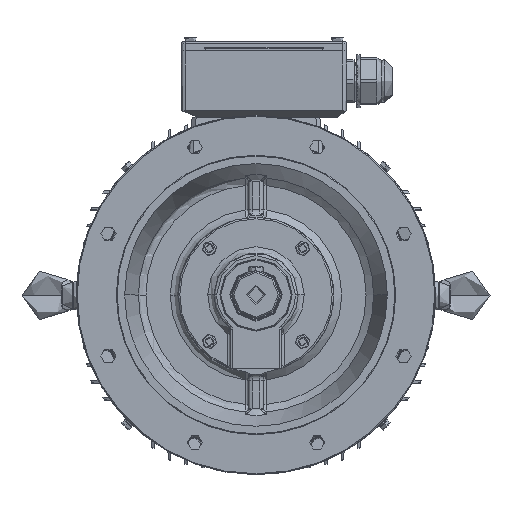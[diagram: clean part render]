
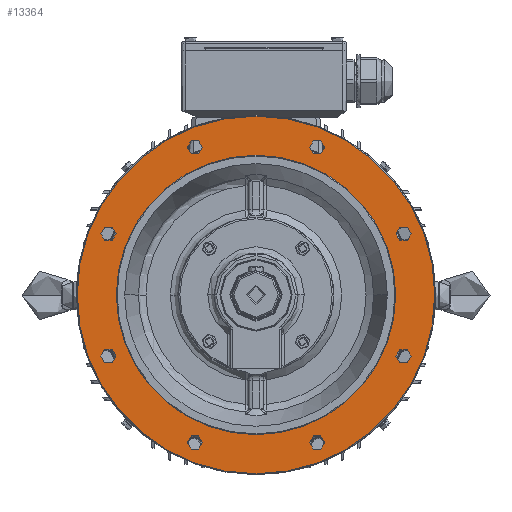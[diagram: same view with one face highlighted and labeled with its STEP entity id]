
A CAD part, top view. The second image highlights one B-rep face of the part: STEP entity #13364.
In plain terms, the highlighted planar face has unit normal (0, 0, 1).
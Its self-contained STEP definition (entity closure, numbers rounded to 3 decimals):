
#5827=FACE_BOUND('',#32977,.T.);
#5828=FACE_BOUND('',#32978,.T.);
#5829=FACE_BOUND('',#32979,.T.);
#5830=FACE_BOUND('',#32980,.T.);
#5831=FACE_BOUND('',#32981,.T.);
#5832=FACE_BOUND('',#32982,.T.);
#5833=FACE_BOUND('',#32983,.T.);
#5834=FACE_BOUND('',#32984,.T.);
#5835=FACE_BOUND('',#32985,.T.);
#5836=FACE_BOUND('',#32986,.T.);
#8098=PLANE('',#157036);
#13364=ADVANCED_FACE('',(#5827,#5828,#5829,#5830,#5831,#5832,#5833,#5834,
#5835,#5836),#8098,.F.);
#32977=EDGE_LOOP('',(#77303,#77304));
#32978=EDGE_LOOP('',(#77305,#77306));
#32979=EDGE_LOOP('',(#77307,#77308));
#32980=EDGE_LOOP('',(#77309,#77310));
#32981=EDGE_LOOP('',(#77311,#77312));
#32982=EDGE_LOOP('',(#77313,#77314));
#32983=EDGE_LOOP('',(#77315,#77316));
#32984=EDGE_LOOP('',(#77317,#77318));
#32985=EDGE_LOOP('',(#77319,#77320));
#32986=EDGE_LOOP('',(#77321,#77322));
#77303=ORIENTED_EDGE('',*,*,#129631,.T.);
#77304=ORIENTED_EDGE('',*,*,#129039,.T.);
#77305=ORIENTED_EDGE('',*,*,#129632,.F.);
#77306=ORIENTED_EDGE('',*,*,#129120,.F.);
#77307=ORIENTED_EDGE('',*,*,#129633,.F.);
#77308=ORIENTED_EDGE('',*,*,#129124,.F.);
#77309=ORIENTED_EDGE('',*,*,#129634,.F.);
#77310=ORIENTED_EDGE('',*,*,#129127,.F.);
#77311=ORIENTED_EDGE('',*,*,#129635,.F.);
#77312=ORIENTED_EDGE('',*,*,#129131,.F.);
#77313=ORIENTED_EDGE('',*,*,#129636,.F.);
#77314=ORIENTED_EDGE('',*,*,#129135,.F.);
#77315=ORIENTED_EDGE('',*,*,#129637,.F.);
#77316=ORIENTED_EDGE('',*,*,#129139,.F.);
#77317=ORIENTED_EDGE('',*,*,#129638,.F.);
#77318=ORIENTED_EDGE('',*,*,#129143,.F.);
#77319=ORIENTED_EDGE('',*,*,#129639,.F.);
#77320=ORIENTED_EDGE('',*,*,#129147,.F.);
#77321=ORIENTED_EDGE('',*,*,#129177,.F.);
#77322=ORIENTED_EDGE('',*,*,#129630,.F.);
#112058=VERTEX_POINT('',#255597);
#112059=VERTEX_POINT('',#255598);
#112137=VERTEX_POINT('',#256002);
#112138=VERTEX_POINT('',#256004);
#112141=VERTEX_POINT('',#256011);
#112142=VERTEX_POINT('',#256013);
#112143=VERTEX_POINT('',#256017);
#112144=VERTEX_POINT('',#256019);
#112147=VERTEX_POINT('',#256026);
#112148=VERTEX_POINT('',#256028);
#112151=VERTEX_POINT('',#256035);
#112152=VERTEX_POINT('',#256037);
#112155=VERTEX_POINT('',#256044);
#112156=VERTEX_POINT('',#256046);
#112159=VERTEX_POINT('',#256053);
#112160=VERTEX_POINT('',#256055);
#112163=VERTEX_POINT('',#256062);
#112164=VERTEX_POINT('',#256064);
#112187=VERTEX_POINT('',#256193);
#112188=VERTEX_POINT('',#256194);
#129039=EDGE_CURVE('',#112058,#112059,#146769,.T.);
#129120=EDGE_CURVE('',#112137,#112138,#146791,.T.);
#129124=EDGE_CURVE('',#112141,#112142,#146793,.T.);
#129127=EDGE_CURVE('',#112143,#112144,#146794,.T.);
#129131=EDGE_CURVE('',#112147,#112148,#146796,.T.);
#129135=EDGE_CURVE('',#112151,#112152,#146798,.T.);
#129139=EDGE_CURVE('',#112155,#112156,#146800,.T.);
#129143=EDGE_CURVE('',#112159,#112160,#146802,.T.);
#129147=EDGE_CURVE('',#112163,#112164,#146804,.T.);
#129177=EDGE_CURVE('',#112187,#112188,#146813,.T.);
#129630=EDGE_CURVE('',#112188,#112187,#146970,.T.);
#129631=EDGE_CURVE('',#112059,#112058,#146971,.T.);
#129632=EDGE_CURVE('',#112138,#112137,#146972,.T.);
#129633=EDGE_CURVE('',#112142,#112141,#146973,.T.);
#129634=EDGE_CURVE('',#112144,#112143,#146974,.T.);
#129635=EDGE_CURVE('',#112148,#112147,#146975,.T.);
#129636=EDGE_CURVE('',#112152,#112151,#146976,.T.);
#129637=EDGE_CURVE('',#112156,#112155,#146977,.T.);
#129638=EDGE_CURVE('',#112160,#112159,#146978,.T.);
#129639=EDGE_CURVE('',#112164,#112163,#146979,.T.);
#146769=CIRCLE('',#156688,224.);
#146791=CIRCLE('',#156729,9.5);
#146793=CIRCLE('',#156732,9.5);
#146794=CIRCLE('',#156734,9.5);
#146796=CIRCLE('',#156737,9.5);
#146798=CIRCLE('',#156740,9.5);
#146800=CIRCLE('',#156743,9.5);
#146802=CIRCLE('',#156746,9.5);
#146804=CIRCLE('',#156749,9.5);
#146813=CIRCLE('',#156764,175.);
#146970=CIRCLE('',#157025,175.);
#146971=CIRCLE('',#157027,224.);
#146972=CIRCLE('',#157028,9.5);
#146973=CIRCLE('',#157029,9.5);
#146974=CIRCLE('',#157030,9.5);
#146975=CIRCLE('',#157031,9.5);
#146976=CIRCLE('',#157032,9.5);
#146977=CIRCLE('',#157033,9.5);
#146978=CIRCLE('',#157034,9.5);
#146979=CIRCLE('',#157035,9.5);
#156688=AXIS2_PLACEMENT_3D('',#255596,#178867,#178868);
#156729=AXIS2_PLACEMENT_3D('',#256003,#178984,#178985);
#156732=AXIS2_PLACEMENT_3D('',#256012,#178992,#178993);
#156734=AXIS2_PLACEMENT_3D('',#256018,#178998,#178999);
#156737=AXIS2_PLACEMENT_3D('',#256027,#179006,#179007);
#156740=AXIS2_PLACEMENT_3D('',#256036,#179014,#179015);
#156743=AXIS2_PLACEMENT_3D('',#256045,#179022,#179023);
#156746=AXIS2_PLACEMENT_3D('',#256054,#179030,#179031);
#156749=AXIS2_PLACEMENT_3D('',#256063,#179038,#179039);
#156764=AXIS2_PLACEMENT_3D('',#256192,#179079,#179080);
#157025=AXIS2_PLACEMENT_3D('',#258909,#179682,#179683);
#157027=AXIS2_PLACEMENT_3D('',#258911,#179686,#179687);
#157028=AXIS2_PLACEMENT_3D('',#258912,#179688,#179689);
#157029=AXIS2_PLACEMENT_3D('',#258913,#179690,#179691);
#157030=AXIS2_PLACEMENT_3D('',#258914,#179692,#179693);
#157031=AXIS2_PLACEMENT_3D('',#258915,#179694,#179695);
#157032=AXIS2_PLACEMENT_3D('',#258916,#179696,#179697);
#157033=AXIS2_PLACEMENT_3D('',#258917,#179698,#179699);
#157034=AXIS2_PLACEMENT_3D('',#258918,#179700,#179701);
#157035=AXIS2_PLACEMENT_3D('',#258919,#179702,#179703);
#157036=AXIS2_PLACEMENT_3D('',#258920,#179704,#179705);
#178867=DIRECTION('',(0.,0.,1.));
#178868=DIRECTION('',(1.,0.,0.));
#178984=DIRECTION('',(0.,0.,1.));
#178985=DIRECTION('',(-0.707,0.707,0.));
#178992=DIRECTION('',(0.,0.,1.));
#178993=DIRECTION('',(0.,1.,0.));
#178998=DIRECTION('',(0.,0.,1.));
#178999=DIRECTION('',(0.707,0.707,0.));
#179006=DIRECTION('',(0.,0.,1.));
#179007=DIRECTION('',(1.,0.,0.));
#179014=DIRECTION('',(0.,0.,1.));
#179015=DIRECTION('',(0.707,-0.707,0.));
#179022=DIRECTION('',(0.,0.,1.));
#179023=DIRECTION('',(0.,-1.,0.));
#179030=DIRECTION('',(0.,0.,1.));
#179031=DIRECTION('',(-0.707,-0.707,0.));
#179038=DIRECTION('',(0.,0.,1.));
#179039=DIRECTION('',(-1.,0.,0.));
#179079=DIRECTION('',(0.,0.,1.));
#179080=DIRECTION('',(-1.,0.,0.));
#179682=DIRECTION('',(0.,0.,1.));
#179683=DIRECTION('',(-1.,0.,0.));
#179686=DIRECTION('',(0.,0.,1.));
#179687=DIRECTION('',(1.,0.,0.));
#179688=DIRECTION('',(0.,0.,1.));
#179689=DIRECTION('',(-0.707,0.707,0.));
#179690=DIRECTION('',(0.,0.,1.));
#179691=DIRECTION('',(0.,1.,0.));
#179692=DIRECTION('',(0.,0.,1.));
#179693=DIRECTION('',(0.707,0.707,0.));
#179694=DIRECTION('',(0.,0.,1.));
#179695=DIRECTION('',(1.,0.,0.));
#179696=DIRECTION('',(0.,0.,1.));
#179697=DIRECTION('',(0.707,-0.707,0.));
#179698=DIRECTION('',(0.,0.,1.));
#179699=DIRECTION('',(0.,-1.,0.));
#179700=DIRECTION('',(0.,0.,1.));
#179701=DIRECTION('',(-0.707,-0.707,0.));
#179702=DIRECTION('',(0.,0.,1.));
#179703=DIRECTION('',(-1.,0.,0.));
#179704=DIRECTION('',(0.,0.,-1.));
#179705=DIRECTION('',(-1.,0.,0.));
#255596=CARTESIAN_POINT('',(255.034,275.49,570.393));
#255597=CARTESIAN_POINT('',(31.034,275.49,570.393));
#255598=CARTESIAN_POINT('',(479.034,275.49,570.393));
#256002=CARTESIAN_POINT('',(187.874,90.592,570.393));
#256003=CARTESIAN_POINT('',(178.374,90.592,570.393));
#256004=CARTESIAN_POINT('',(168.874,90.592,570.393));
#256011=CARTESIAN_POINT('',(79.584,198.954,570.393));
#256012=CARTESIAN_POINT('',(70.084,198.954,570.393));
#256013=CARTESIAN_POINT('',(60.584,198.954,570.393));
#256017=CARTESIAN_POINT('',(79.635,352.15,570.393));
#256018=CARTESIAN_POINT('',(70.135,352.15,570.393));
#256019=CARTESIAN_POINT('',(60.635,352.15,570.393));
#256026=CARTESIAN_POINT('',(187.997,460.44,570.393));
#256027=CARTESIAN_POINT('',(178.497,460.44,570.393));
#256028=CARTESIAN_POINT('',(168.997,460.44,570.393));
#256035=CARTESIAN_POINT('',(341.193,460.389,570.393));
#256036=CARTESIAN_POINT('',(331.693,460.389,570.393));
#256037=CARTESIAN_POINT('',(322.193,460.389,570.393));
#256044=CARTESIAN_POINT('',(449.483,352.027,570.393));
#256045=CARTESIAN_POINT('',(439.983,352.027,570.393));
#256046=CARTESIAN_POINT('',(430.483,352.027,570.393));
#256053=CARTESIAN_POINT('',(449.432,198.831,570.393));
#256054=CARTESIAN_POINT('',(439.932,198.831,570.393));
#256055=CARTESIAN_POINT('',(430.432,198.831,570.393));
#256062=CARTESIAN_POINT('',(341.07,90.541,570.393));
#256063=CARTESIAN_POINT('',(331.57,90.541,570.393));
#256064=CARTESIAN_POINT('',(322.07,90.541,570.393));
#256192=CARTESIAN_POINT('',(255.034,275.49,570.393));
#256193=CARTESIAN_POINT('',(80.034,275.49,570.393));
#256194=CARTESIAN_POINT('',(430.034,275.49,570.393));
#258909=CARTESIAN_POINT('',(255.034,275.49,570.393));
#258911=CARTESIAN_POINT('',(255.034,275.49,570.393));
#258912=CARTESIAN_POINT('',(178.374,90.592,570.393));
#258913=CARTESIAN_POINT('',(70.084,198.954,570.393));
#258914=CARTESIAN_POINT('',(70.135,352.15,570.393));
#258915=CARTESIAN_POINT('',(178.497,460.44,570.393));
#258916=CARTESIAN_POINT('',(331.693,460.389,570.393));
#258917=CARTESIAN_POINT('',(439.983,352.027,570.393));
#258918=CARTESIAN_POINT('',(439.932,198.831,570.393));
#258919=CARTESIAN_POINT('',(331.57,90.541,570.393));
#258920=CARTESIAN_POINT('',(255.034,100.49,570.393));
